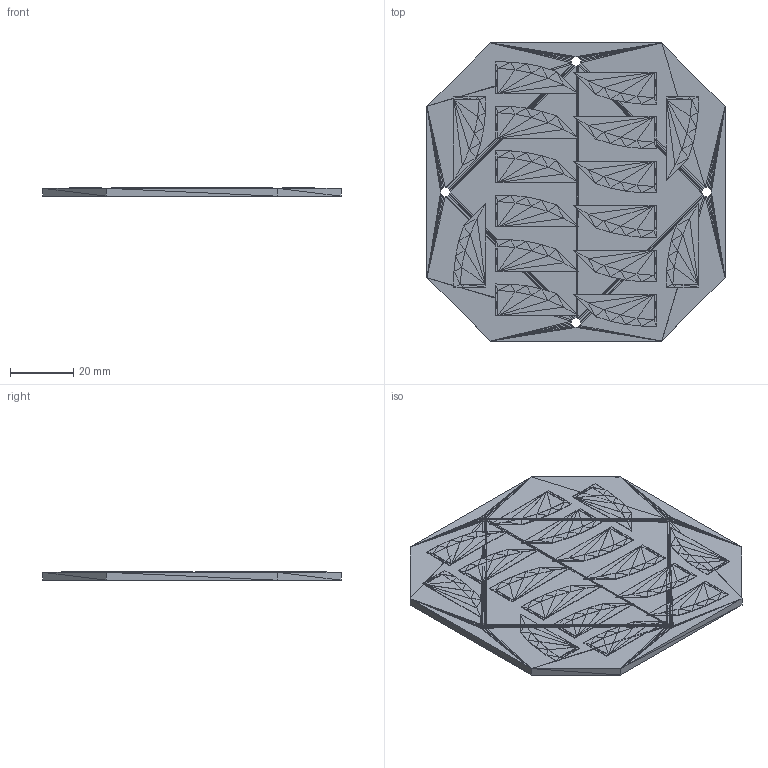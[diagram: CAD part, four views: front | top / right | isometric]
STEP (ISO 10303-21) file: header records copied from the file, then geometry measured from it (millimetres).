
FILE_DESCRIPTION(('FreeCAD Model'),'2;1');
FILE_NAME('SolarT.step', '2017-10-16T14:01:09',('Author'),(''), 'Open CASCADE STEP processor 6.8','FreeCAD','Unknown');
FILE_SCHEMA(('AUTOMOTIVE_DESIGN_CC2 { 1 2 10303 214 -1 1 5 4 }'));
Products named in the file (1): SolarTopWCell001
Bounding box: 94 x 94 x 2.66 mm (x, y, z)
Surface area: 23702.2 mm2 (no closed solid volume)
Topology: 0 solids, 17 shells, 1708 faces, 2587 edges, 786 vertices
Faces by surface type: plane 1708
Entity records: 64728 total; most frequent: CARTESIAN_POINT 12709, DIRECTION 8726, LINE 5308, VECTOR 5308, ORIENTED_EDGE 5174, PCURVE 5174, DEFINITIONAL_REPRESENTATION 5174, EDGE_CURVE 2587
